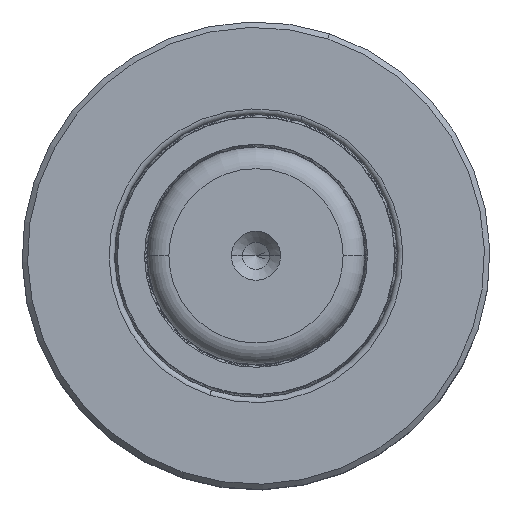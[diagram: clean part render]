
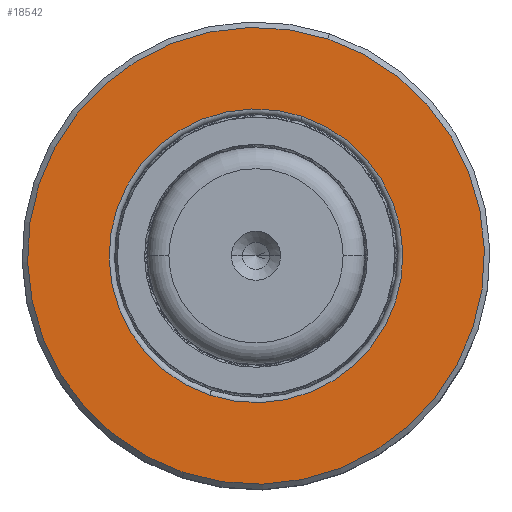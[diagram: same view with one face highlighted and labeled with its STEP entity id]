
A CAD part, top view. The second image highlights one B-rep face of the part: STEP entity #18542.
In plain terms, the highlighted face is planar.
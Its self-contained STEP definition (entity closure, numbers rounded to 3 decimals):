
#101 = CIRCLE ( 'NONE', #34624, 21. ) ;
#557 = DIRECTION ( 'NONE',  ( 0., 0., 1. ) ) ;
#1816 = DIRECTION ( 'NONE',  ( 0., 0., -1. ) ) ;
#4123 = AXIS2_PLACEMENT_3D ( 'NONE', #11964, #26060, #557 ) ;
#6509 = AXIS2_PLACEMENT_3D ( 'NONE', #18477, #29593, #21200 ) ;
#7029 = ORIENTED_EDGE ( 'NONE', *, *, #8486, .F. ) ;
#7512 = CARTESIAN_POINT ( 'NONE',  ( 0., 10.687, 13.5 ) ) ;
#8486 = EDGE_CURVE ( 'NONE', #11152, #34987, #101, .T. ) ;
#9401 = EDGE_LOOP ( 'NONE', ( #36363, #7029 ) ) ;
#9708 = DIRECTION ( 'NONE',  ( 0., -1., 0. ) ) ;
#9927 = FACE_BOUND ( 'NONE', #15421, .T. ) ;
#10094 = CARTESIAN_POINT ( 'NONE',  ( 0., 10.687, -21. ) ) ;
#10714 = EDGE_CURVE ( 'NONE', #34987, #11152, #29120, .T. ) ;
#11152 = VERTEX_POINT ( 'NONE', #35349 ) ;
#11964 = CARTESIAN_POINT ( 'NONE',  ( 21., 10.687, 0. ) ) ;
#13300 = CARTESIAN_POINT ( 'NONE',  ( 0., 10.687, 0. ) ) ;
#14837 = PLANE ( 'NONE',  #4123 ) ;
#15421 = EDGE_LOOP ( 'NONE', ( #15592, #27134 ) ) ;
#15464 = AXIS2_PLACEMENT_3D ( 'NONE', #21387, #35093, #26836 ) ;
#15592 = ORIENTED_EDGE ( 'NONE', *, *, #20482, .T. ) ;
#18416 = DIRECTION ( 'NONE',  ( 0., -1., 0. ) ) ;
#18477 = CARTESIAN_POINT ( 'NONE',  ( 0., 10.687, 0. ) ) ;
#18542 = ADVANCED_FACE ( 'NONE', ( #9927, #25842 ), #14837, .T. ) ;
#19798 = EDGE_CURVE ( 'NONE', #33160, #30622, #21581, .T. ) ;
#20441 = AXIS2_PLACEMENT_3D ( 'NONE', #13300, #9708, #23644 ) ;
#20482 = EDGE_CURVE ( 'NONE', #30622, #33160, #31728, .T. ) ;
#21200 = DIRECTION ( 'NONE',  ( 0., 0., -1. ) ) ;
#21387 = CARTESIAN_POINT ( 'NONE',  ( 0., 10.687, 0. ) ) ;
#21581 = CIRCLE ( 'NONE', #15464, 13.5 ) ;
#23644 = DIRECTION ( 'NONE',  ( 0., 0., -1. ) ) ;
#23855 = CARTESIAN_POINT ( 'NONE',  ( 0., 10.687, 0. ) ) ;
#25842 = FACE_OUTER_BOUND ( 'NONE', #9401, .T. ) ;
#26060 = DIRECTION ( 'NONE',  ( 0., 1., 0. ) ) ;
#26836 = DIRECTION ( 'NONE',  ( 0., 0., -1. ) ) ;
#27134 = ORIENTED_EDGE ( 'NONE', *, *, #19798, .T. ) ;
#29120 = CIRCLE ( 'NONE', #20441, 21. ) ;
#29593 = DIRECTION ( 'NONE',  ( 0., -1., 0. ) ) ;
#30622 = VERTEX_POINT ( 'NONE', #34207 ) ;
#31728 = CIRCLE ( 'NONE', #6509, 13.5 ) ;
#33160 = VERTEX_POINT ( 'NONE', #7512 ) ;
#34207 = CARTESIAN_POINT ( 'NONE',  ( 0., 10.687, -13.5 ) ) ;
#34624 = AXIS2_PLACEMENT_3D ( 'NONE', #23855, #18416, #1816 ) ;
#34987 = VERTEX_POINT ( 'NONE', #10094 ) ;
#35093 = DIRECTION ( 'NONE',  ( 0., -1., 0. ) ) ;
#35349 = CARTESIAN_POINT ( 'NONE',  ( 0., 10.687, 21. ) ) ;
#36363 = ORIENTED_EDGE ( 'NONE', *, *, #10714, .F. ) ;
